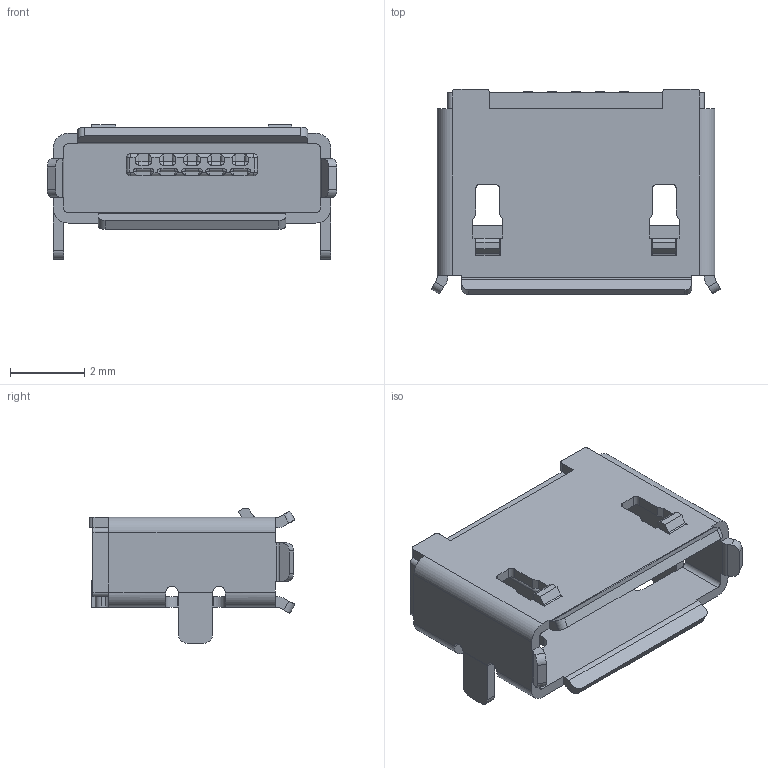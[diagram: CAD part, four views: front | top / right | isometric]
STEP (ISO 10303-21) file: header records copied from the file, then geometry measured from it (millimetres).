
FILE_DESCRIPTION(/* description */ ('Unknown'),/* implementation_level */ '2;1');
FILE_NAME(/* name */ 'USB3090-30-A',/* time_stamp */ '2024-04-09T14:30:52+02:00',/* author */ ('Unknown'),/* organization */ ('Unknown'),/* preprocessor_version */ 'ST-DEVELOPER v18.102',/* originating_system */ 'Solid Edge',/* authorisation */ 'Unknown');
FILE_SCHEMA (('AUTOMOTIVE_DESIGN {1 0 10303 214 3 1 1}'));
Length unit declared in the file: millimetre
Products named in the file (1): USB3090-30-A
Bounding box: 7.79 x 5.53 x 3.61 mm (x, y, z)
Volume: 38.9 mm3; surface area: 248.5 mm2
Topology: 1 solids, 1 shells, 367 faces, 1032 edges, 642 vertices
Faces by surface type: plane 223, cylinder 120, torus 24
Entity records: 14168 total; most frequent: CARTESIAN_POINT 2070, ORIENTED_EDGE 2024, DIRECTION 1968, EDGE_CURVE 1012, LINE 760, VECTOR 760, VERTEX_POINT 642, AXIS2_PLACEMENT_3D 604
